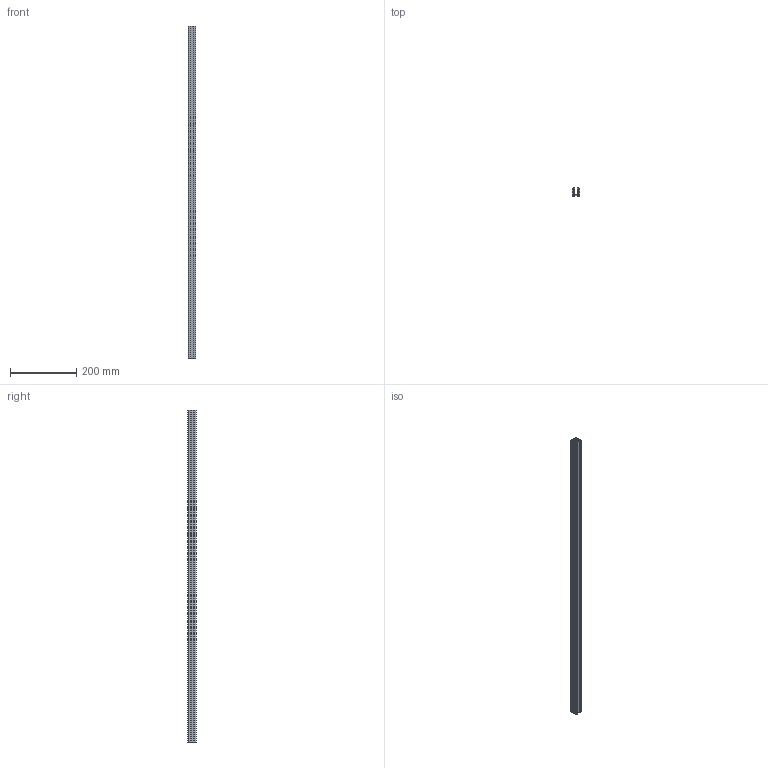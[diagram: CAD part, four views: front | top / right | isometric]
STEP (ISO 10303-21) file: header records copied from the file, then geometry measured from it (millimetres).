
FILE_DESCRIPTION (( 'STEP AP214' ), '1' );
FILE_NAME ('A19_5042-011 (24x24).STEP', '2022-09-08T11:39:24', ( '' ), ( '' ), 'SwSTEP 2.0', 'SolidWorks 2019', '' );
FILE_SCHEMA (( 'AUTOMOTIVE_DESIGN' ));
Length unit declared in the file: millimetre
Products named in the file (1): A19_5042-011 (24x24)
Bounding box: 23.6 x 24.98 x 1000 mm (x, y, z)
Volume: 236850.9 mm3; surface area: 222227.5 mm2
Topology: 1 solids, 1 shells, 102 faces, 300 edges, 200 vertices
Faces by surface type: plane 60, cylinder 42
Entity records: 3450 total; most frequent: CARTESIAN_POINT 603, ORIENTED_EDGE 600, DIRECTION 590, EDGE_CURVE 300, VECTOR 216, LINE 216, VERTEX_POINT 200, AXIS2_PLACEMENT_3D 187
